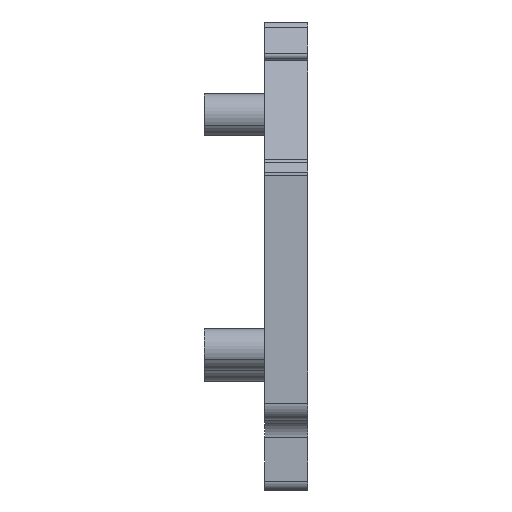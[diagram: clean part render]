
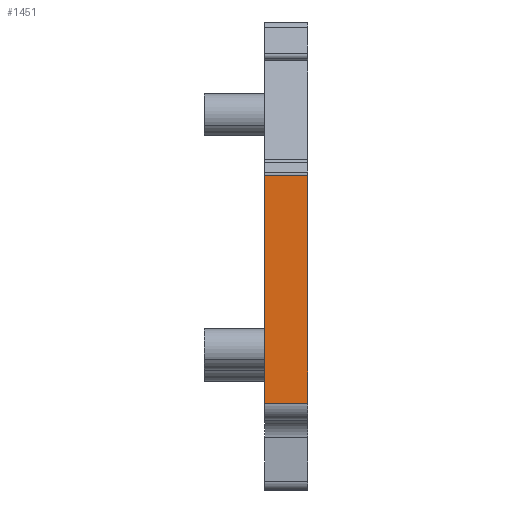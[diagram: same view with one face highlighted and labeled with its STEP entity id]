
A CAD part, front view. The second image highlights one B-rep face of the part: STEP entity #1451.
In plain terms, the highlighted planar face has unit normal (0, -1, 0).
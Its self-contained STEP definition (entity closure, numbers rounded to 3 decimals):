
#1438=AXIS2_PLACEMENT_3D('Plane Axis2P3D',#1435,#1436,#1437) ;
#169=CARTESIAN_POINT('Vertex',(3.5,0.,5.05)) ;
#172=CARTESIAN_POINT('Line Origine',(3.5,0.,11.669)) ;
#176=CARTESIAN_POINT('Vertex',(3.5,0.,18.289)) ;
#723=CARTESIAN_POINT('Vertex',(6.,0.,18.289)) ;
#726=CARTESIAN_POINT('Line Origine',(6.,0.,11.669)) ;
#730=CARTESIAN_POINT('Vertex',(6.,0.,5.05)) ;
#1423=CARTESIAN_POINT('Line Origine',(4.75,0.,18.289)) ;
#1435=CARTESIAN_POINT('Axis2P3D Location',(-1.6,0.,5.05)) ;
#1440=CARTESIAN_POINT('Line Origine',(4.75,0.,5.05)) ;
#173=DIRECTION('Vector Direction',(0.,0.,1.)) ;
#727=DIRECTION('Vector Direction',(0.,0.,1.)) ;
#1424=DIRECTION('Vector Direction',(-1.,0.,0.)) ;
#1436=DIRECTION('Axis2P3D Direction',(0.,-1.,0.)) ;
#1437=DIRECTION('Axis2P3D XDirection',(0.,0.,1.)) ;
#1441=DIRECTION('Vector Direction',(-1.,0.,0.)) ;
#174=VECTOR('Line Direction',#173,1.) ;
#728=VECTOR('Line Direction',#727,1.) ;
#1425=VECTOR('Line Direction',#1424,1.) ;
#1442=VECTOR('Line Direction',#1441,1.) ;
#1446=ORIENTED_EDGE('',*,*,#1444,.F.) ;
#1447=ORIENTED_EDGE('',*,*,#732,.T.) ;
#1448=ORIENTED_EDGE('',*,*,#1427,.T.) ;
#1449=ORIENTED_EDGE('',*,*,#178,.F.) ;
#1451=ADVANCED_FACE('ZAP-TW_ZTTR2-5',(#1450),#1439,.T.) ;
#178=EDGE_CURVE('',#170,#177,#175,.T.) ;
#732=EDGE_CURVE('',#731,#724,#729,.T.) ;
#1427=EDGE_CURVE('',#724,#177,#1426,.T.) ;
#1444=EDGE_CURVE('',#731,#170,#1443,.T.) ;
#1445=EDGE_LOOP('',(#1446,#1447,#1448,#1449)) ;
#1450=FACE_OUTER_BOUND('',#1445,.T.) ;
#175=LINE('Line',#172,#174) ;
#729=LINE('Line',#726,#728) ;
#1426=LINE('Line',#1423,#1425) ;
#1443=LINE('Line',#1440,#1442) ;
#1439=PLANE('',#1438) ;
#170=VERTEX_POINT('',#169) ;
#177=VERTEX_POINT('',#176) ;
#724=VERTEX_POINT('',#723) ;
#731=VERTEX_POINT('',#730) ;
